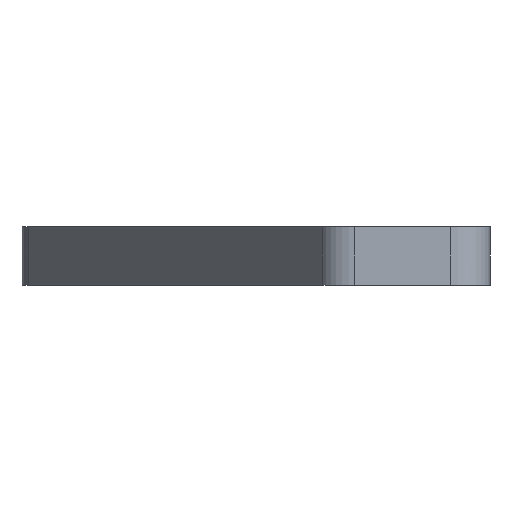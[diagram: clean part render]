
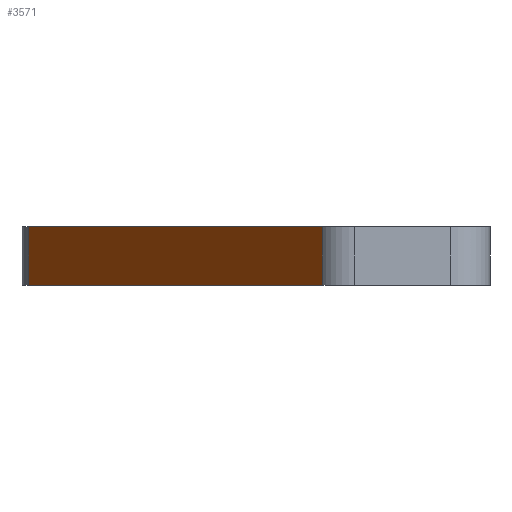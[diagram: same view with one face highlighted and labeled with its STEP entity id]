
A CAD part, front view. The second image highlights one B-rep face of the part: STEP entity #3571.
In plain terms, the highlighted planar face has unit normal (-0.832, -0.555, 0).
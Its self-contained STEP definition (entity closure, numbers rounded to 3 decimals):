
#54=PLANE('',#3832);
#255=FACE_OUTER_BOUND('',#466,.T.);
#466=EDGE_LOOP('',(#3200,#3201,#3202,#3203));
#983=LINE('',#9706,#1168);
#993=LINE('',#10990,#1178);
#1016=LINE('',#17124,#1201);
#1023=LINE('',#17137,#1208);
#1168=VECTOR('',#4329,10.);
#1178=VECTOR('',#4379,10.);
#1201=VECTOR('',#4480,10.);
#1208=VECTOR('',#4499,10.);
#1537=VERTEX_POINT('',#9703);
#1538=VERTEX_POINT('',#9705);
#1555=VERTEX_POINT('',#10987);
#1556=VERTEX_POINT('',#10989);
#2009=EDGE_CURVE('',#1537,#1538,#983,.T.);
#2045=EDGE_CURVE('',#1555,#1556,#993,.T.);
#2118=EDGE_CURVE('',#1556,#1537,#1016,.T.);
#2125=EDGE_CURVE('',#1538,#1555,#1023,.T.);
#3200=ORIENTED_EDGE('',*,*,#2118,.F.);
#3201=ORIENTED_EDGE('',*,*,#2045,.F.);
#3202=ORIENTED_EDGE('',*,*,#2125,.F.);
#3203=ORIENTED_EDGE('',*,*,#2009,.F.);
#3571=ADVANCED_FACE('',(#255),#54,.T.);
#3832=AXIS2_PLACEMENT_3D('',#17138,#4500,#4501);
#4329=DIRECTION('',(0.555,-0.832,0.));
#4379=DIRECTION('',(-0.555,0.832,0.));
#4480=DIRECTION('',(0.,0.,1.));
#4499=DIRECTION('',(0.,0.,-1.));
#4500=DIRECTION('center_axis',(-0.832,-0.555,0.));
#4501=DIRECTION('ref_axis',(-0.555,0.832,0.));
#9703=CARTESIAN_POINT('',(434.179,-87.519,0.));
#9705=CARTESIAN_POINT('',(509.531,-200.547,0.));
#9706=CARTESIAN_POINT('',(432.5,-85.,0.));
#10987=CARTESIAN_POINT('',(509.531,-200.547,-15.));
#10989=CARTESIAN_POINT('',(434.179,-87.519,-15.));
#10990=CARTESIAN_POINT('',(432.5,-85.,-15.));
#17124=CARTESIAN_POINT('',(434.179,-87.519,0.));
#17137=CARTESIAN_POINT('',(509.531,-200.547,0.));
#17138=CARTESIAN_POINT('Origin',(512.5,-205.,0.));
